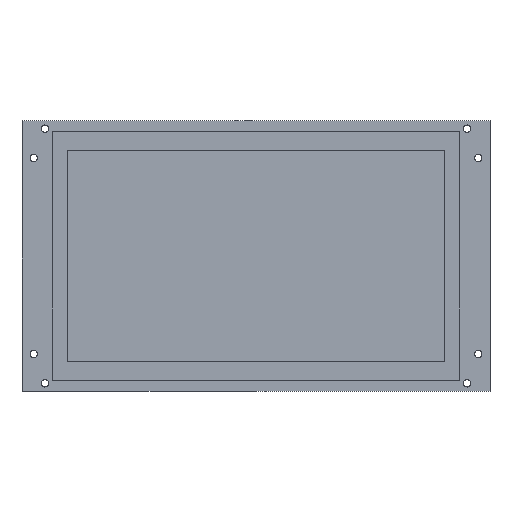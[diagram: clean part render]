
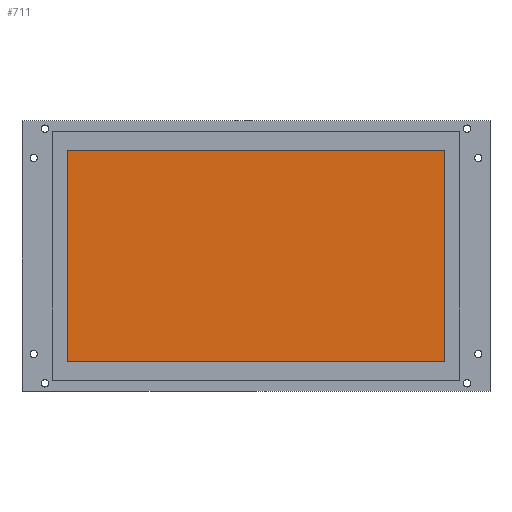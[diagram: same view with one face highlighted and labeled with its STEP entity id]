
A CAD part, top view. The second image highlights one B-rep face of the part: STEP entity #711.
In plain terms, the highlighted planar face has unit normal (0, 0, 1).
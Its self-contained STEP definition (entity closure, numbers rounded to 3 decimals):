
#23 = VERTEX_POINT ( 'NONE', #726 ) ;
#34 = VECTOR ( 'NONE', #1185, 1000. ) ;
#59 = CARTESIAN_POINT ( 'NONE',  ( 171.9, -12.05, 13. ) ) ;
#66 = EDGE_CURVE ( 'NONE', #138, #469, #704, .T. ) ;
#67 = CARTESIAN_POINT ( 'NONE',  ( 171.9, -12.05, 13. ) ) ;
#87 = DIRECTION ( 'NONE',  ( 1., 0., 0. ) ) ;
#111 = ORIENTED_EDGE ( 'NONE', *, *, #66, .T. ) ;
#138 = VERTEX_POINT ( 'NONE', #495 ) ;
#177 = DIRECTION ( 'NONE',  ( 0., 0., 1. ) ) ;
#267 = CARTESIAN_POINT ( 'NONE',  ( 18.5, -12.05, 13. ) ) ;
#293 = LINE ( 'NONE', #67, #34 ) ;
#325 = VECTOR ( 'NONE', #1040, 1000. ) ;
#356 = PLANE ( 'NONE',  #445 ) ;
#404 = ORIENTED_EDGE ( 'NONE', *, *, #645, .T. ) ;
#438 = ORIENTED_EDGE ( 'NONE', *, *, #476, .T. ) ;
#445 = AXIS2_PLACEMENT_3D ( 'NONE', #1198, #177, #87 ) ;
#469 = VERTEX_POINT ( 'NONE', #59 ) ;
#476 = EDGE_CURVE ( 'NONE', #469, #527, #293, .T. ) ;
#495 = CARTESIAN_POINT ( 'NONE',  ( 171.9, -97.95, 13. ) ) ;
#527 = VERTEX_POINT ( 'NONE', #928 ) ;
#579 = LINE ( 'NONE', #267, #325 ) ;
#638 = EDGE_LOOP ( 'NONE', ( #438, #404, #712, #111 ) ) ;
#645 = EDGE_CURVE ( 'NONE', #527, #23, #579, .T. ) ;
#686 = FACE_OUTER_BOUND ( 'NONE', #638, .T. ) ;
#688 = CARTESIAN_POINT ( 'NONE',  ( 18.5, -97.95, 13. ) ) ;
#704 = LINE ( 'NONE', #758, #966 ) ;
#711 = ADVANCED_FACE ( 'NONE', ( #686 ), #356, .T. ) ;
#712 = ORIENTED_EDGE ( 'NONE', *, *, #968, .T. ) ;
#726 = CARTESIAN_POINT ( 'NONE',  ( 18.5, -97.95, 13. ) ) ;
#758 = CARTESIAN_POINT ( 'NONE',  ( 171.9, -97.95, 13. ) ) ;
#783 = DIRECTION ( 'NONE',  ( 1., 0., 0. ) ) ;
#928 = CARTESIAN_POINT ( 'NONE',  ( 18.5, -12.05, 13. ) ) ;
#935 = DIRECTION ( 'NONE',  ( 0., 1., 0. ) ) ;
#966 = VECTOR ( 'NONE', #935, 1000. ) ;
#968 = EDGE_CURVE ( 'NONE', #23, #138, #1137, .T. ) ;
#1040 = DIRECTION ( 'NONE',  ( 0., -1., 0. ) ) ;
#1108 = VECTOR ( 'NONE', #783, 1000. ) ;
#1137 = LINE ( 'NONE', #688, #1108 ) ;
#1185 = DIRECTION ( 'NONE',  ( -1., 0., 0. ) ) ;
#1198 = CARTESIAN_POINT ( 'NONE',  ( 0., 0., 13. ) ) ;
